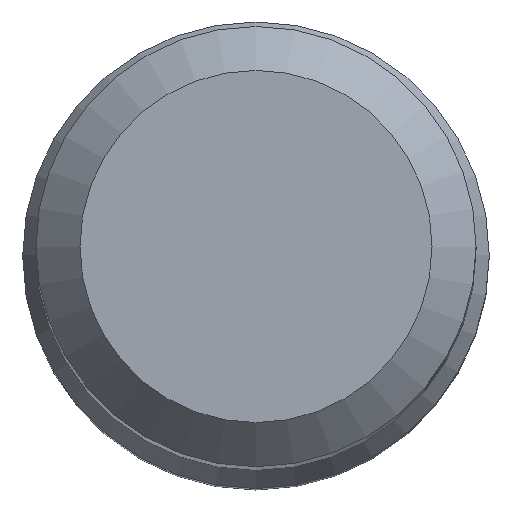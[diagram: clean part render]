
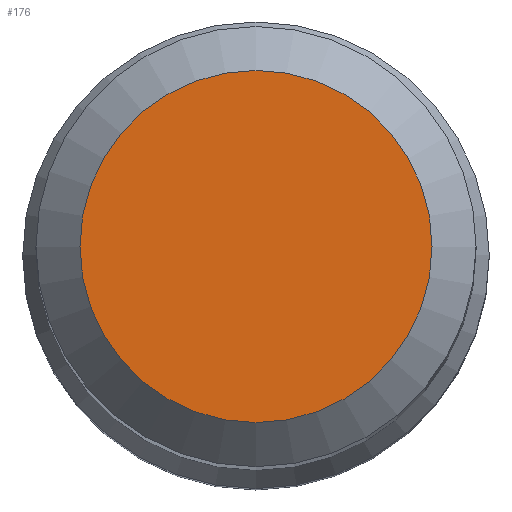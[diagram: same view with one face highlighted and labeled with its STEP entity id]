
A CAD part, top view. The second image highlights one B-rep face of the part: STEP entity #176.
In plain terms, the highlighted planar face has unit normal (0, 0, 1).
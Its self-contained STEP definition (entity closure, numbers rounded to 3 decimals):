
#9 = CARTESIAN_POINT ( 'NONE',  ( 0., 0., 133. ) ) ;
#11 = PLANE ( 'NONE',  #48 ) ;
#29 = DIRECTION ( 'NONE',  ( 0., 1., 0. ) ) ;
#33 = DIRECTION ( 'NONE',  ( 0., 0., -1. ) ) ;
#44 = EDGE_LOOP ( 'NONE', ( #214 ) ) ;
#48 = AXIS2_PLACEMENT_3D ( 'NONE', #209, #33, #140 ) ;
#52 = DIRECTION ( 'NONE',  ( 0., 0., -1. ) ) ;
#94 = VERTEX_POINT ( 'NONE', #168 ) ;
#117 = FACE_OUTER_BOUND ( 'NONE', #44, .T. ) ;
#140 = DIRECTION ( 'NONE',  ( 0., 1., 0. ) ) ;
#148 = AXIS2_PLACEMENT_3D ( 'NONE', #9, #52, #29 ) ;
#168 = CARTESIAN_POINT ( 'NONE',  ( 0., 4., 133. ) ) ;
#176 = ADVANCED_FACE ( 'NONE', ( #117 ), #11, .F. ) ;
#209 = CARTESIAN_POINT ( 'NONE',  ( 0., 0., 133. ) ) ;
#210 = CIRCLE ( 'NONE', #148, 4. ) ;
#214 = ORIENTED_EDGE ( 'NONE', *, *, #250, .F. ) ;
#250 = EDGE_CURVE ( 'NONE', #94, #94, #210, .T. ) ;
